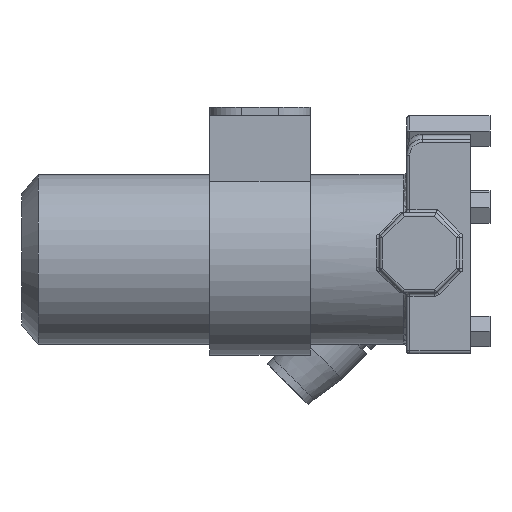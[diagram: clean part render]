
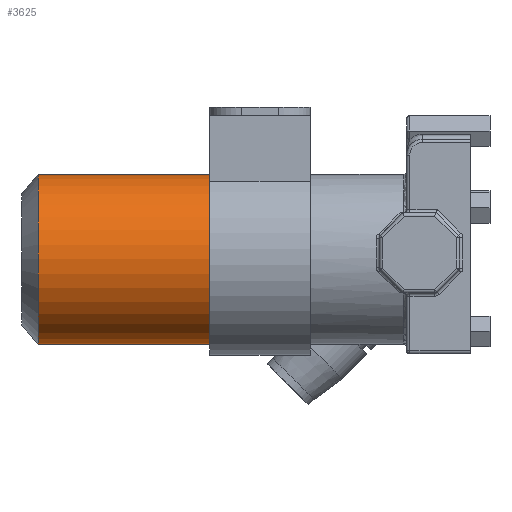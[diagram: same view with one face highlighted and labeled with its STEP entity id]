
A CAD part, left-side view. The second image highlights one B-rep face of the part: STEP entity #3625.
In plain terms, the highlighted cylindrical face has radius 26.5 mm (diameter 53 mm), a partial arc.
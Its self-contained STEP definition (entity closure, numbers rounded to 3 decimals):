
#269 = CARTESIAN_POINT ( 'NONE',  ( 0., 81.5, -26.5 ) ) ;
#321 = VECTOR ( 'NONE', #3072, 1000. ) ;
#403 = ORIENTED_EDGE ( 'NONE', *, *, #3075, .T. ) ;
#538 = VERTEX_POINT ( 'NONE', #6711 ) ;
#539 = VECTOR ( 'NONE', #4889, 1000. ) ;
#725 = LINE ( 'NONE', #4730, #539 ) ;
#921 = CIRCLE ( 'NONE', #2591, 26.5 ) ;
#924 = VERTEX_POINT ( 'NONE', #269 ) ;
#1215 = CIRCLE ( 'NONE', #2144, 26.5 ) ;
#1860 = VERTEX_POINT ( 'NONE', #3790 ) ;
#2026 = VERTEX_POINT ( 'NONE', #3706 ) ;
#2042 = DIRECTION ( 'NONE',  ( 0., 0., 1. ) ) ;
#2051 = DIRECTION ( 'NONE',  ( 0., 1., 0. ) ) ;
#2052 = ORIENTED_EDGE ( 'NONE', *, *, #3111, .T. ) ;
#2144 = AXIS2_PLACEMENT_3D ( 'NONE', #2589, #6585, #3190 ) ;
#2169 = CARTESIAN_POINT ( 'NONE',  ( 0., 81.5, 0. ) ) ;
#2293 = DIRECTION ( 'NONE',  ( 0., 0., -1. ) ) ;
#2589 = CARTESIAN_POINT ( 'NONE',  ( 0., 135., 0. ) ) ;
#2591 = AXIS2_PLACEMENT_3D ( 'NONE', #2169, #2051, #2042 ) ;
#2600 = CARTESIAN_POINT ( 'NONE',  ( 0., 140., 0. ) ) ;
#2671 = EDGE_LOOP ( 'NONE', ( #6681, #6977, #403, #2052 ) ) ;
#2955 = CARTESIAN_POINT ( 'NONE',  ( 0., 140., -26.5 ) ) ;
#3072 = DIRECTION ( 'NONE',  ( 0., -1., 0. ) ) ;
#3075 = EDGE_CURVE ( 'NONE', #1860, #924, #3976, .T. ) ;
#3102 = AXIS2_PLACEMENT_3D ( 'NONE', #2600, #6495, #2293 ) ;
#3111 = EDGE_CURVE ( 'NONE', #924, #538, #921, .T. ) ;
#3148 = FACE_OUTER_BOUND ( 'NONE', #2671, .T. ) ;
#3190 = DIRECTION ( 'NONE',  ( 0., 0., 1. ) ) ;
#3625 = ADVANCED_FACE ( 'NONE', ( #3148 ), #5225, .T. ) ;
#3706 = CARTESIAN_POINT ( 'NONE',  ( 0., 135., 26.5 ) ) ;
#3790 = CARTESIAN_POINT ( 'NONE',  ( 0., 135., -26.5 ) ) ;
#3976 = LINE ( 'NONE', #2955, #321 ) ;
#4730 = CARTESIAN_POINT ( 'NONE',  ( 0., 140., 26.5 ) ) ;
#4889 = DIRECTION ( 'NONE',  ( 0., -1., 0. ) ) ;
#5225 = CYLINDRICAL_SURFACE ( 'NONE', #3102, 26.5 ) ;
#5585 = EDGE_CURVE ( 'NONE', #2026, #538, #725, .T. ) ;
#6495 = DIRECTION ( 'NONE',  ( 0., -1., 0. ) ) ;
#6585 = DIRECTION ( 'NONE',  ( 0., -1., 0. ) ) ;
#6681 = ORIENTED_EDGE ( 'NONE', *, *, #5585, .F. ) ;
#6711 = CARTESIAN_POINT ( 'NONE',  ( 0., 81.5, 26.5 ) ) ;
#6977 = ORIENTED_EDGE ( 'NONE', *, *, #7078, .T. ) ;
#7078 = EDGE_CURVE ( 'NONE', #2026, #1860, #1215, .T. ) ;
